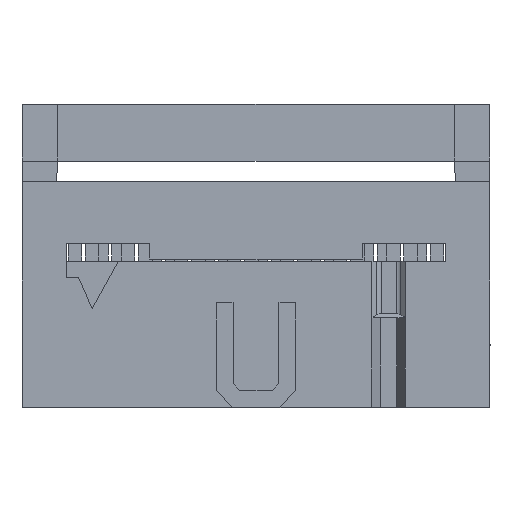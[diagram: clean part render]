
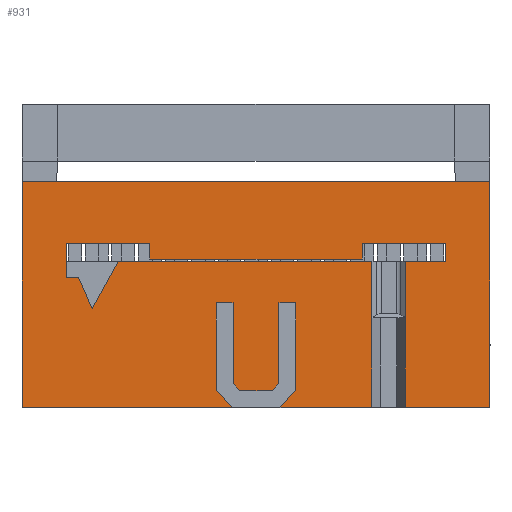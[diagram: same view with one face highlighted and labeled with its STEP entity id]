
A CAD part, top view. The second image highlights one B-rep face of the part: STEP entity #931.
In plain terms, the highlighted planar face has unit normal (0, 0, 1).
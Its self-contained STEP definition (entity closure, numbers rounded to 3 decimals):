
#931=ADVANCED_FACE('',(#1549),#1242,.T.);
#1242=PLANE('',#7135);
#1549=FACE_OUTER_BOUND('',#1854,.T.);
#1854=EDGE_LOOP('',(#2239,#2240,#2241,#2242,#2243,#2244,#2245,#2246,#2247,
#2248,#2249,#2250,#2251,#2252,#2253,#2254,#2255,#2256,#2257,#2258,#2259,
#2260,#2261,#2262,#2263,#2264,#2265,#2266,#2267,#2268,#2269,#2270,#2271));
#2239=ORIENTED_EDGE('',*,*,#4555,.F.);
#2240=ORIENTED_EDGE('',*,*,#4556,.T.);
#2241=ORIENTED_EDGE('',*,*,#4557,.F.);
#2242=ORIENTED_EDGE('',*,*,#4558,.T.);
#2243=ORIENTED_EDGE('',*,*,#4559,.F.);
#2244=ORIENTED_EDGE('',*,*,#4560,.F.);
#2245=ORIENTED_EDGE('',*,*,#4561,.F.);
#2246=ORIENTED_EDGE('',*,*,#4562,.T.);
#2247=ORIENTED_EDGE('',*,*,#4563,.T.);
#2248=ORIENTED_EDGE('',*,*,#4564,.T.);
#2249=ORIENTED_EDGE('',*,*,#4565,.T.);
#2250=ORIENTED_EDGE('',*,*,#4566,.T.);
#2251=ORIENTED_EDGE('',*,*,#4567,.T.);
#2252=ORIENTED_EDGE('',*,*,#4568,.T.);
#2253=ORIENTED_EDGE('',*,*,#4569,.T.);
#2254=ORIENTED_EDGE('',*,*,#4570,.T.);
#2255=ORIENTED_EDGE('',*,*,#4571,.T.);
#2256=ORIENTED_EDGE('',*,*,#4572,.T.);
#2257=ORIENTED_EDGE('',*,*,#4573,.F.);
#2258=ORIENTED_EDGE('',*,*,#4574,.F.);
#2259=ORIENTED_EDGE('',*,*,#4575,.T.);
#2260=ORIENTED_EDGE('',*,*,#4576,.F.);
#2261=ORIENTED_EDGE('',*,*,#4577,.T.);
#2262=ORIENTED_EDGE('',*,*,#4578,.T.);
#2263=ORIENTED_EDGE('',*,*,#4579,.T.);
#2264=ORIENTED_EDGE('',*,*,#4580,.F.);
#2265=ORIENTED_EDGE('',*,*,#4581,.F.);
#2266=ORIENTED_EDGE('',*,*,#4582,.T.);
#2267=ORIENTED_EDGE('',*,*,#4583,.T.);
#2268=ORIENTED_EDGE('',*,*,#4584,.T.);
#2269=ORIENTED_EDGE('',*,*,#4585,.F.);
#2270=ORIENTED_EDGE('',*,*,#4586,.T.);
#2271=ORIENTED_EDGE('',*,*,#4587,.F.);
#3985=VERTEX_POINT('',#8949);
#3986=VERTEX_POINT('',#8950);
#3987=VERTEX_POINT('',#8952);
#3988=VERTEX_POINT('',#8954);
#3989=VERTEX_POINT('',#8956);
#3990=VERTEX_POINT('',#8958);
#3991=VERTEX_POINT('',#8960);
#3992=VERTEX_POINT('',#8962);
#3993=VERTEX_POINT('',#8964);
#3994=VERTEX_POINT('',#8966);
#3995=VERTEX_POINT('',#8968);
#3996=VERTEX_POINT('',#8970);
#3997=VERTEX_POINT('',#8972);
#3998=VERTEX_POINT('',#8974);
#3999=VERTEX_POINT('',#8976);
#4000=VERTEX_POINT('',#8978);
#4001=VERTEX_POINT('',#8980);
#4002=VERTEX_POINT('',#8982);
#4003=VERTEX_POINT('',#8984);
#4004=VERTEX_POINT('',#8986);
#4005=VERTEX_POINT('',#8988);
#4006=VERTEX_POINT('',#8990);
#4007=VERTEX_POINT('',#8992);
#4008=VERTEX_POINT('',#8994);
#4009=VERTEX_POINT('',#8996);
#4010=VERTEX_POINT('',#8998);
#4011=VERTEX_POINT('',#9000);
#4012=VERTEX_POINT('',#9002);
#4013=VERTEX_POINT('',#9004);
#4014=VERTEX_POINT('',#9006);
#4015=VERTEX_POINT('',#9008);
#4016=VERTEX_POINT('',#9010);
#4017=VERTEX_POINT('',#9012);
#4555=EDGE_CURVE('',#3985,#3986,#5428,.T.);
#4556=EDGE_CURVE('',#3985,#3987,#5429,.T.);
#4557=EDGE_CURVE('',#3988,#3987,#5430,.T.);
#4558=EDGE_CURVE('',#3988,#3989,#5431,.T.);
#4559=EDGE_CURVE('',#3990,#3989,#5432,.T.);
#4560=EDGE_CURVE('',#3991,#3990,#5433,.T.);
#4561=EDGE_CURVE('',#3992,#3991,#5434,.T.);
#4562=EDGE_CURVE('',#3992,#3993,#5435,.T.);
#4563=EDGE_CURVE('',#3993,#3994,#5436,.T.);
#4564=EDGE_CURVE('',#3994,#3995,#5437,.T.);
#4565=EDGE_CURVE('',#3995,#3996,#5438,.T.);
#4566=EDGE_CURVE('',#3996,#3997,#5439,.T.);
#4567=EDGE_CURVE('',#3997,#3998,#5440,.T.);
#4568=EDGE_CURVE('',#3998,#3999,#5441,.T.);
#4569=EDGE_CURVE('',#3999,#4000,#5442,.T.);
#4570=EDGE_CURVE('',#4000,#4001,#5443,.T.);
#4571=EDGE_CURVE('',#4001,#4002,#5444,.T.);
#4572=EDGE_CURVE('',#4002,#4003,#5445,.T.);
#4573=EDGE_CURVE('',#4004,#4003,#5446,.T.);
#4574=EDGE_CURVE('',#4005,#4004,#5447,.T.);
#4575=EDGE_CURVE('',#4005,#4006,#5448,.T.);
#4576=EDGE_CURVE('',#4007,#4006,#5449,.T.);
#4577=EDGE_CURVE('',#4007,#4008,#5450,.T.);
#4578=EDGE_CURVE('',#4008,#4009,#5451,.T.);
#4579=EDGE_CURVE('',#4009,#4010,#5452,.T.);
#4580=EDGE_CURVE('',#4011,#4010,#5453,.T.);
#4581=EDGE_CURVE('',#4012,#4011,#5454,.T.);
#4582=EDGE_CURVE('',#4012,#4013,#5455,.T.);
#4583=EDGE_CURVE('',#4013,#4014,#5456,.T.);
#4584=EDGE_CURVE('',#4014,#4015,#5457,.T.);
#4585=EDGE_CURVE('',#4016,#4015,#5458,.T.);
#4586=EDGE_CURVE('',#4016,#4017,#5459,.T.);
#4587=EDGE_CURVE('',#3986,#4017,#5460,.T.);
#5428=LINE('',#8948,#6281);
#5429=LINE('',#8951,#6282);
#5430=LINE('',#8953,#6283);
#5431=LINE('',#8955,#6284);
#5432=LINE('',#8957,#6285);
#5433=LINE('',#8959,#6286);
#5434=LINE('',#8961,#6287);
#5435=LINE('',#8963,#6288);
#5436=LINE('',#8965,#6289);
#5437=LINE('',#8967,#6290);
#5438=LINE('',#8969,#6291);
#5439=LINE('',#8971,#6292);
#5440=LINE('',#8973,#6293);
#5441=LINE('',#8975,#6294);
#5442=LINE('',#8977,#6295);
#5443=LINE('',#8979,#6296);
#5444=LINE('',#8981,#6297);
#5445=LINE('',#8983,#6298);
#5446=LINE('',#8985,#6299);
#5447=LINE('',#8987,#6300);
#5448=LINE('',#8989,#6301);
#5449=LINE('',#8991,#6302);
#5450=LINE('',#8993,#6303);
#5451=LINE('',#8995,#6304);
#5452=LINE('',#8997,#6305);
#5453=LINE('',#8999,#6306);
#5454=LINE('',#9001,#6307);
#5455=LINE('',#9003,#6308);
#5456=LINE('',#9005,#6309);
#5457=LINE('',#9007,#6310);
#5458=LINE('',#9009,#6311);
#5459=LINE('',#9011,#6312);
#5460=LINE('',#9013,#6313);
#6281=VECTOR('',#7456,1.);
#6282=VECTOR('',#7457,1.);
#6283=VECTOR('',#7458,1.);
#6284=VECTOR('',#7459,1.);
#6285=VECTOR('',#7460,1.);
#6286=VECTOR('',#7461,1.);
#6287=VECTOR('',#7462,1.);
#6288=VECTOR('',#7463,1.);
#6289=VECTOR('',#7464,1.);
#6290=VECTOR('',#7465,1.);
#6291=VECTOR('',#7466,1.);
#6292=VECTOR('',#7467,1.);
#6293=VECTOR('',#7468,1.);
#6294=VECTOR('',#7469,1.);
#6295=VECTOR('',#7470,1.);
#6296=VECTOR('',#7471,1.);
#6297=VECTOR('',#7472,1.);
#6298=VECTOR('',#7473,1.);
#6299=VECTOR('',#7474,1.);
#6300=VECTOR('',#7475,1.);
#6301=VECTOR('',#7476,1.);
#6302=VECTOR('',#7477,1.);
#6303=VECTOR('',#7478,1.);
#6304=VECTOR('',#7479,1.);
#6305=VECTOR('',#7480,1.);
#6306=VECTOR('',#7481,1.);
#6307=VECTOR('',#7482,1.);
#6308=VECTOR('',#7483,1.);
#6309=VECTOR('',#7484,1.);
#6310=VECTOR('',#7485,1.);
#6311=VECTOR('',#7486,1.);
#6312=VECTOR('',#7487,1.);
#6313=VECTOR('',#7488,1.);
#7135=AXIS2_PLACEMENT_3D('',#9014,#7489,#7490);
#7456=DIRECTION('',(0.,1.,0.));
#7457=DIRECTION('',(0.,-1.,0.));
#7458=DIRECTION('',(-1.,0.,0.));
#7459=DIRECTION('',(0.,1.,0.));
#7460=DIRECTION('',(1.,0.,0.));
#7461=DIRECTION('',(0.,1.,0.));
#7462=DIRECTION('',(-1.,0.,0.));
#7463=DIRECTION('',(-0.707,0.707,0.));
#7464=DIRECTION('',(0.,1.,0.));
#7465=DIRECTION('',(1.,0.,0.));
#7466=DIRECTION('',(0.,-1.,0.));
#7467=DIRECTION('',(0.707,-0.707,0.));
#7468=DIRECTION('',(1.,0.,0.));
#7469=DIRECTION('',(0.707,0.707,0.));
#7470=DIRECTION('',(0.,1.,0.));
#7471=DIRECTION('',(1.,0.,0.));
#7472=DIRECTION('',(0.,-1.,0.));
#7473=DIRECTION('',(-0.707,-0.707,0.));
#7474=DIRECTION('',(-1.,0.,0.));
#7475=DIRECTION('',(0.,-1.,0.));
#7476=DIRECTION('',(0.,1.,0.));
#7477=DIRECTION('',(1.,0.,0.));
#7478=DIRECTION('',(-0.486,-0.874,0.));
#7479=DIRECTION('',(-0.416,0.91,0.));
#7480=DIRECTION('',(-1.,0.,0.));
#7481=DIRECTION('',(0.,-1.,0.));
#7482=DIRECTION('',(-1.,0.,0.));
#7483=DIRECTION('',(0.,-1.,0.));
#7484=DIRECTION('',(1.,0.,0.));
#7485=DIRECTION('',(0.,1.,0.));
#7486=DIRECTION('',(-1.,0.,0.));
#7487=DIRECTION('',(0.,-1.,0.));
#7488=DIRECTION('',(1.,0.,0.));
#7489=DIRECTION('',(0.,0.,1.));
#7490=DIRECTION('',(1.,0.,0.));
#8948=CARTESIAN_POINT('',(18.35,4.3,6.1));
#8949=CARTESIAN_POINT('',(18.35,4.3,6.1));
#8950=CARTESIAN_POINT('',(18.35,7.,6.1));
#8951=CARTESIAN_POINT('',(18.35,7.6,6.1));
#8952=CARTESIAN_POINT('',(18.35,0.,6.1));
#8953=CARTESIAN_POINT('',(22.4,0.,6.1));
#8954=CARTESIAN_POINT('',(22.4,0.,6.1));
#8955=CARTESIAN_POINT('',(22.4,0.,6.1));
#8956=CARTESIAN_POINT('',(22.4,10.8,6.1));
#8957=CARTESIAN_POINT('',(0.,10.8,6.1));
#8958=CARTESIAN_POINT('',(0.,10.8,6.1));
#8959=CARTESIAN_POINT('',(0.,0.,6.1));
#8960=CARTESIAN_POINT('',(0.,0.,6.1));
#8961=CARTESIAN_POINT('',(10.1,0.,6.1));
#8962=CARTESIAN_POINT('',(10.1,0.,6.1));
#8963=CARTESIAN_POINT('',(10.1,0.,6.1));
#8964=CARTESIAN_POINT('',(9.3,0.8,6.1));
#8965=CARTESIAN_POINT('',(9.3,0.8,6.1));
#8966=CARTESIAN_POINT('',(9.3,5.,6.1));
#8967=CARTESIAN_POINT('',(9.3,5.,6.1));
#8968=CARTESIAN_POINT('',(10.1,5.,6.1));
#8969=CARTESIAN_POINT('',(10.1,5.,6.1));
#8970=CARTESIAN_POINT('',(10.1,1.131,6.1));
#8971=CARTESIAN_POINT('',(10.1,1.131,6.1));
#8972=CARTESIAN_POINT('',(10.431,0.8,6.1));
#8973=CARTESIAN_POINT('',(10.431,0.8,6.1));
#8974=CARTESIAN_POINT('',(11.969,0.8,6.1));
#8975=CARTESIAN_POINT('',(11.969,0.8,6.1));
#8976=CARTESIAN_POINT('',(12.3,1.131,6.1));
#8977=CARTESIAN_POINT('',(12.3,1.131,6.1));
#8978=CARTESIAN_POINT('',(12.3,5.,6.1));
#8979=CARTESIAN_POINT('',(12.3,5.,6.1));
#8980=CARTESIAN_POINT('',(13.1,5.,6.1));
#8981=CARTESIAN_POINT('',(13.1,5.,6.1));
#8982=CARTESIAN_POINT('',(13.1,0.8,6.1));
#8983=CARTESIAN_POINT('',(13.1,0.8,6.1));
#8984=CARTESIAN_POINT('',(12.3,0.,6.1));
#8985=CARTESIAN_POINT('',(22.4,0.,6.1));
#8986=CARTESIAN_POINT('',(16.75,0.,6.1));
#8987=CARTESIAN_POINT('',(16.75,7.6,6.1));
#8988=CARTESIAN_POINT('',(16.75,4.3,6.1));
#8989=CARTESIAN_POINT('',(16.75,4.3,6.1));
#8990=CARTESIAN_POINT('',(16.75,7.,6.1));
#8991=CARTESIAN_POINT('',(4.61,7.,6.1));
#8992=CARTESIAN_POINT('',(4.61,7.,6.1));
#8993=CARTESIAN_POINT('',(4.61,7.,6.1));
#8994=CARTESIAN_POINT('',(3.36,4.75,6.1));
#8995=CARTESIAN_POINT('',(3.36,4.75,6.1));
#8996=CARTESIAN_POINT('',(2.697,6.2,6.1));
#8997=CARTESIAN_POINT('',(2.697,6.2,6.1));
#8998=CARTESIAN_POINT('',(2.11,6.2,6.1));
#8999=CARTESIAN_POINT('',(2.11,7.85,6.1));
#9000=CARTESIAN_POINT('',(2.11,7.85,6.1));
#9001=CARTESIAN_POINT('',(6.12,7.85,6.1));
#9002=CARTESIAN_POINT('',(6.12,7.85,6.1));
#9003=CARTESIAN_POINT('',(6.12,7.85,6.1));
#9004=CARTESIAN_POINT('',(6.12,7.1,6.1));
#9005=CARTESIAN_POINT('',(6.12,7.1,6.1));
#9006=CARTESIAN_POINT('',(16.28,7.1,6.1));
#9007=CARTESIAN_POINT('',(16.28,7.1,6.1));
#9008=CARTESIAN_POINT('',(16.28,7.85,6.1));
#9009=CARTESIAN_POINT('',(20.29,7.85,6.1));
#9010=CARTESIAN_POINT('',(20.29,7.85,6.1));
#9011=CARTESIAN_POINT('',(20.29,7.85,6.1));
#9012=CARTESIAN_POINT('',(20.29,7.,6.1));
#9013=CARTESIAN_POINT('',(4.61,7.,6.1));
#9014=CARTESIAN_POINT('',(-0.76,-0.74,6.1));
